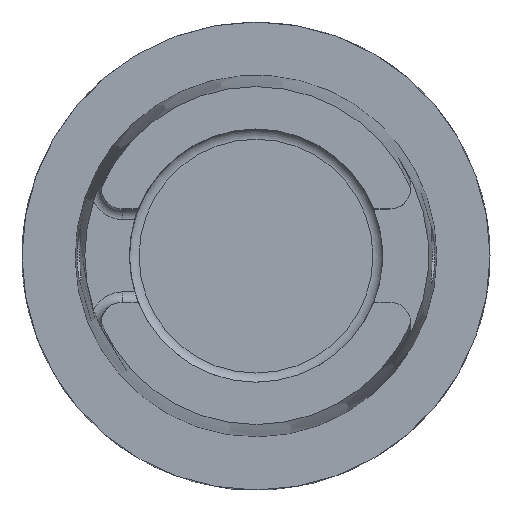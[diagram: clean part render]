
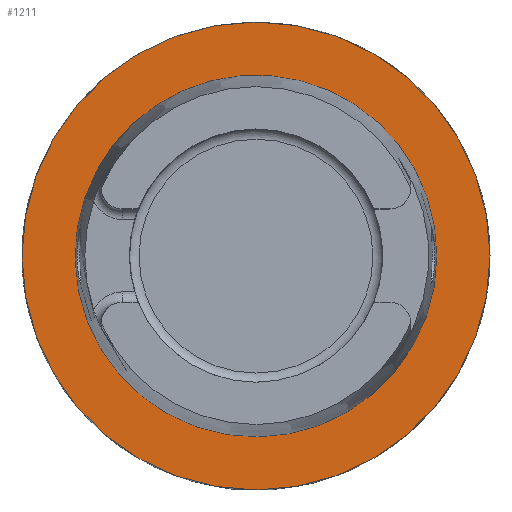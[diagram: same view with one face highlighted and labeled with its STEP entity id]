
A CAD part, top view. The second image highlights one B-rep face of the part: STEP entity #1211.
In plain terms, the highlighted planar face has unit normal (0, 0, 1).
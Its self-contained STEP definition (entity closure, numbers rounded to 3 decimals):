
#1211=ADVANCED_FACE('',(#4637,#4638),#1846,.F.);
#1846=PLANE('',#12571);
#4637=FACE_BOUND('',#4783,.T.);
#4638=FACE_BOUND('',#4784,.T.);
#4783=EDGE_LOOP('',(#5631));
#4784=EDGE_LOOP('',(#5632));
#5631=ORIENTED_EDGE('',*,*,#10475,.F.);
#5632=ORIENTED_EDGE('',*,*,#10476,.T.);
#9214=VERTEX_POINT('',#17092);
#9215=VERTEX_POINT('',#17094);
#10475=EDGE_CURVE('',#9214,#9214,#12200,.T.);
#10476=EDGE_CURVE('',#9215,#9215,#12201,.T.);
#12200=CIRCLE('',#12569,31.47);
#12201=CIRCLE('',#12570,24.321);
#12569=AXIS2_PLACEMENT_3D('',#17091,#13675,#13676);
#12570=AXIS2_PLACEMENT_3D('',#17093,#13677,#13678);
#12571=AXIS2_PLACEMENT_3D('',#17095,#13679,#13680);
#13675=DIRECTION('',(0.,0.,-1.));
#13676=DIRECTION('',(1.,0.,0.));
#13677=DIRECTION('',(0.,0.,-1.));
#13678=DIRECTION('',(1.,0.,0.));
#13679=DIRECTION('',(0.,0.,-1.));
#13680=DIRECTION('',(-1.,0.,0.));
#17091=CARTESIAN_POINT('',(0.,0.,0.));
#17092=CARTESIAN_POINT('',(31.47,0.,0.));
#17093=CARTESIAN_POINT('',(0.,0.,0.));
#17094=CARTESIAN_POINT('',(24.321,0.,0.));
#17095=CARTESIAN_POINT('',(0.,-25.43,0.));
